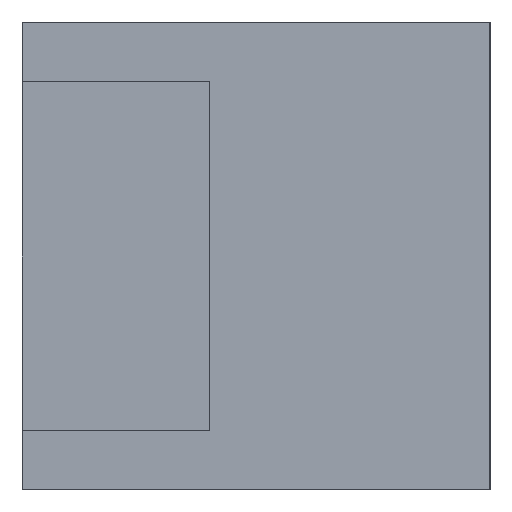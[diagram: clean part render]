
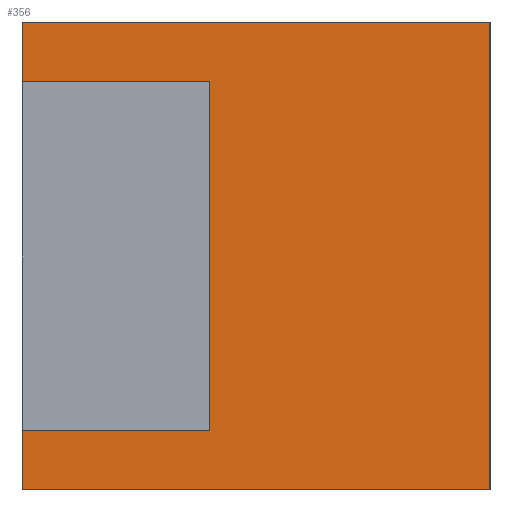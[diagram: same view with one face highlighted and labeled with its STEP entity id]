
A CAD part, left-side view. The second image highlights one B-rep face of the part: STEP entity #356.
In plain terms, the highlighted planar face has unit normal (-1, 0, 0).
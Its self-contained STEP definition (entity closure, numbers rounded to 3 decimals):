
#30=FACE_OUTER_BOUND('',#48,.T.);
#48=EDGE_LOOP('',(#295,#296,#297,#298,#299,#300,#301,#302));
#57=LINE('',#494,#105);
#69=LINE('',#518,#117);
#78=LINE('',#535,#126);
#87=LINE('',#555,#135);
#93=LINE('',#567,#141);
#96=LINE('',#571,#144);
#97=LINE('',#572,#145);
#98=LINE('',#573,#146);
#105=VECTOR('',#403,10.);
#117=VECTOR('',#421,10.);
#126=VECTOR('',#438,10.);
#135=VECTOR('',#455,10.);
#141=VECTOR('',#465,10.);
#144=VECTOR('',#470,10.);
#145=VECTOR('',#471,10.);
#146=VECTOR('',#472,10.);
#153=VERTEX_POINT('',#492);
#154=VERTEX_POINT('',#493);
#163=VERTEX_POINT('',#516);
#167=VERTEX_POINT('',#533);
#173=VERTEX_POINT('',#552);
#174=VERTEX_POINT('',#554);
#177=VERTEX_POINT('',#565);
#178=VERTEX_POINT('',#566);
#185=EDGE_CURVE('',#153,#154,#57,.T.);
#197=EDGE_CURVE('',#154,#163,#69,.T.);
#206=EDGE_CURVE('',#167,#153,#78,.T.);
#215=EDGE_CURVE('',#173,#174,#87,.T.);
#221=EDGE_CURVE('',#177,#178,#93,.T.);
#224=EDGE_CURVE('',#177,#173,#96,.T.);
#225=EDGE_CURVE('',#167,#178,#97,.T.);
#226=EDGE_CURVE('',#174,#163,#98,.T.);
#295=ORIENTED_EDGE('',*,*,#215,.F.);
#296=ORIENTED_EDGE('',*,*,#224,.F.);
#297=ORIENTED_EDGE('',*,*,#221,.T.);
#298=ORIENTED_EDGE('',*,*,#225,.F.);
#299=ORIENTED_EDGE('',*,*,#206,.T.);
#300=ORIENTED_EDGE('',*,*,#185,.T.);
#301=ORIENTED_EDGE('',*,*,#197,.T.);
#302=ORIENTED_EDGE('',*,*,#226,.F.);
#338=PLANE('',#388);
#356=ADVANCED_FACE('',(#30),#338,.T.);
#388=AXIS2_PLACEMENT_3D('',#570,#468,#469);
#403=DIRECTION('',(0.,0.,-1.));
#421=DIRECTION('',(0.,1.,0.));
#438=DIRECTION('',(0.,-1.,0.));
#455=DIRECTION('',(0.,1.,0.));
#465=DIRECTION('',(0.,1.,0.));
#468=DIRECTION('center_axis',(-1.,0.,0.));
#469=DIRECTION('ref_axis',(0.,0.,1.));
#470=DIRECTION('',(0.,0.,-1.));
#471=DIRECTION('',(0.,0.,1.));
#472=DIRECTION('',(0.,0.,1.));
#492=CARTESIAN_POINT('',(0.,3.,-1.65));
#493=CARTESIAN_POINT('',(0.,3.,-3.35));
#494=CARTESIAN_POINT('',(0.,3.,-3.75));
#516=CARTESIAN_POINT('',(0.,5.,-3.35));
#518=CARTESIAN_POINT('',(0.,2.5,-3.35));
#533=CARTESIAN_POINT('',(0.,5.,-1.65));
#535=CARTESIAN_POINT('',(0.,2.5,-1.65));
#552=CARTESIAN_POINT('',(0.,0.,-5.));
#554=CARTESIAN_POINT('',(0.,5.,-5.));
#555=CARTESIAN_POINT('',(0.,0.,-5.));
#565=CARTESIAN_POINT('',(0.,0.,0.));
#566=CARTESIAN_POINT('',(0.,5.,0.));
#567=CARTESIAN_POINT('',(0.,0.,0.));
#570=CARTESIAN_POINT('Origin',(0.,0.,-5.));
#571=CARTESIAN_POINT('',(0.,0.,0.));
#572=CARTESIAN_POINT('',(0.,5.,0.));
#573=CARTESIAN_POINT('',(0.,5.,0.));
